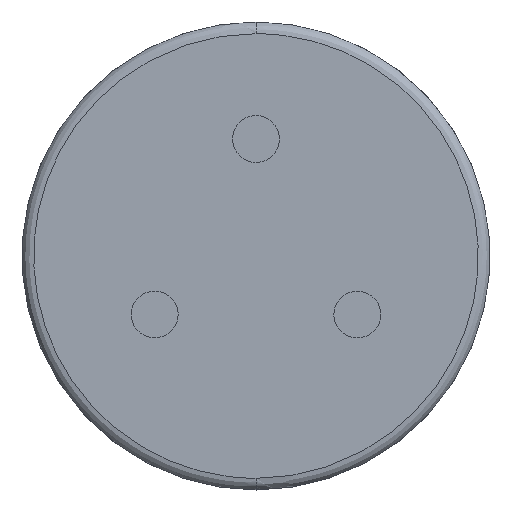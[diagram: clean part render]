
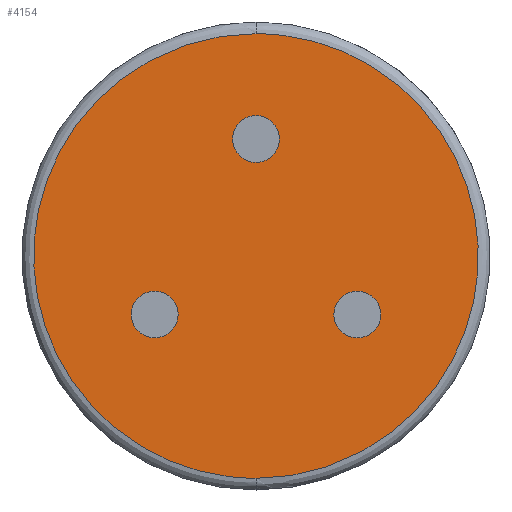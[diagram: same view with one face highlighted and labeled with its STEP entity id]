
A CAD part, front view. The second image highlights one B-rep face of the part: STEP entity #4154.
In plain terms, the highlighted free-form (B-spline) face has degree [1, 1] with [2, 2] control points.
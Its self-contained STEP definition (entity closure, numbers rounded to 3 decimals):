
#3504 = VERTEX_POINT('',#3505);
#3505 = CARTESIAN_POINT('',(-1.927,-6.674,
    -1.557));
#3510 = EDGE_CURVE('',#3504,#3511,#3513,.T.);
#3511 = VERTEX_POINT('',#3512);
#3512 = CARTESIAN_POINT('',(-1.927,-6.674,
    -0.667));
#3513 = ( BOUNDED_CURVE() B_SPLINE_CURVE(2,(#3514,#3515,#3516,#3517,
#3518),.UNSPECIFIED.,.F.,.F.) B_SPLINE_CURVE_WITH_KNOTS((3,2,3),(0.,
1.571,3.142),.PIECEWISE_BEZIER_KNOTS.) CURVE() 
GEOMETRIC_REPRESENTATION_ITEM() RATIONAL_B_SPLINE_CURVE((1.,
0.707,1.,0.707,1.)) REPRESENTATION_ITEM('') );
#3514 = CARTESIAN_POINT('',(-1.927,-6.674,
    -1.557));
#3515 = CARTESIAN_POINT('',(-1.482,-6.674,
    -1.557));
#3516 = CARTESIAN_POINT('',(-1.482,-6.674,
    -1.112));
#3517 = CARTESIAN_POINT('',(-1.482,-6.674,
    -0.667));
#3518 = CARTESIAN_POINT('',(-1.927,-6.674,
    -0.667));
#3552 = VERTEX_POINT('',#3553);
#3553 = CARTESIAN_POINT('',(1.927,-6.674,
    -1.557));
#3558 = EDGE_CURVE('',#3552,#3559,#3561,.T.);
#3559 = VERTEX_POINT('',#3560);
#3560 = CARTESIAN_POINT('',(1.927,-6.674,
    -0.667));
#3561 = ( BOUNDED_CURVE() B_SPLINE_CURVE(2,(#3562,#3563,#3564,#3565,
#3566),.UNSPECIFIED.,.F.,.F.) B_SPLINE_CURVE_WITH_KNOTS((3,2,3),(0.,
1.571,3.142),.PIECEWISE_BEZIER_KNOTS.) CURVE() 
GEOMETRIC_REPRESENTATION_ITEM() RATIONAL_B_SPLINE_CURVE((1.,
0.707,1.,0.707,1.)) REPRESENTATION_ITEM('') );
#3562 = CARTESIAN_POINT('',(1.927,-6.674,
    -1.557));
#3563 = CARTESIAN_POINT('',(2.371,-6.674,
    -1.557));
#3564 = CARTESIAN_POINT('',(2.371,-6.674,
    -1.112));
#3565 = CARTESIAN_POINT('',(2.371,-6.674,
    -0.667));
#3566 = CARTESIAN_POINT('',(1.927,-6.674,
    -0.667));
#3600 = VERTEX_POINT('',#3601);
#3601 = CARTESIAN_POINT('',(0.,-6.674,
    1.78));
#3606 = EDGE_CURVE('',#3600,#3607,#3609,.T.);
#3607 = VERTEX_POINT('',#3608);
#3608 = CARTESIAN_POINT('',(0.,-6.674,
    2.67));
#3609 = ( BOUNDED_CURVE() B_SPLINE_CURVE(2,(#3610,#3611,#3612,#3613,
#3614),.UNSPECIFIED.,.F.,.F.) B_SPLINE_CURVE_WITH_KNOTS((3,2,3),(0.,
1.571,3.142),.PIECEWISE_BEZIER_KNOTS.) CURVE() 
GEOMETRIC_REPRESENTATION_ITEM() RATIONAL_B_SPLINE_CURVE((1.,
0.707,1.,0.707,1.)) REPRESENTATION_ITEM('') );
#3610 = CARTESIAN_POINT('',(0.,-6.674,
    1.78));
#3611 = CARTESIAN_POINT('',(0.445,-6.674,
    1.78));
#3612 = CARTESIAN_POINT('',(0.445,-6.674,
    2.225));
#3613 = CARTESIAN_POINT('',(0.445,-6.674,
    2.67));
#3614 = CARTESIAN_POINT('',(0.,-6.674,
    2.67));
#3836 = VERTEX_POINT('',#3837);
#3837 = CARTESIAN_POINT('',(0.,-6.674,
    4.227));
#3843 = EDGE_CURVE('',#3844,#3836,#3846,.T.);
#3844 = VERTEX_POINT('',#3845);
#3845 = CARTESIAN_POINT('',(0.,-6.674,-4.227));
#3846 = ( BOUNDED_CURVE() B_SPLINE_CURVE(2,(#3847,#3848,#3849,#3850,
#3851),.UNSPECIFIED.,.F.,.F.) B_SPLINE_CURVE_WITH_KNOTS((3,2,3),(0.,
1.571,3.142),.PIECEWISE_BEZIER_KNOTS.) CURVE() 
GEOMETRIC_REPRESENTATION_ITEM() RATIONAL_B_SPLINE_CURVE((1.,
0.707,1.,0.707,1.)) REPRESENTATION_ITEM('') );
#3847 = CARTESIAN_POINT('',(0.,-6.674,-4.227));
#3848 = CARTESIAN_POINT('',(4.227,-6.674,
    -4.227));
#3849 = CARTESIAN_POINT('',(4.227,-6.674,
    0.));
#3850 = CARTESIAN_POINT('',(4.227,-6.674,
    4.227));
#3851 = CARTESIAN_POINT('',(0.,-6.674,
    4.227));
#4154 = ADVANCED_FACE('',(#4155,#4166,#4177,#4188),#4199,.T.);
#4155 = FACE_BOUND('',#4156,.T.);
#4156 = EDGE_LOOP('',(#4157,#4165));
#4157 = ORIENTED_EDGE('',*,*,#4158,.F.);
#4158 = EDGE_CURVE('',#3511,#3504,#4159,.T.);
#4159 = ( BOUNDED_CURVE() B_SPLINE_CURVE(2,(#4160,#4161,#4162,#4163,
#4164),.UNSPECIFIED.,.F.,.F.) B_SPLINE_CURVE_WITH_KNOTS((3,2,3),(
    3.142,4.712,6.283),
.PIECEWISE_BEZIER_KNOTS.) CURVE() GEOMETRIC_REPRESENTATION_ITEM() 
RATIONAL_B_SPLINE_CURVE((1.,0.707,1.,0.707,1.)) 
REPRESENTATION_ITEM('') );
#4160 = CARTESIAN_POINT('',(-1.927,-6.674,
    -0.667));
#4161 = CARTESIAN_POINT('',(-2.371,-6.674,
    -0.667));
#4162 = CARTESIAN_POINT('',(-2.371,-6.674,
    -1.112));
#4163 = CARTESIAN_POINT('',(-2.371,-6.674,
    -1.557));
#4164 = CARTESIAN_POINT('',(-1.927,-6.674,
    -1.557));
#4165 = ORIENTED_EDGE('',*,*,#3510,.F.);
#4166 = FACE_BOUND('',#4167,.T.);
#4167 = EDGE_LOOP('',(#4168,#4176));
#4168 = ORIENTED_EDGE('',*,*,#4169,.F.);
#4169 = EDGE_CURVE('',#3559,#3552,#4170,.T.);
#4170 = ( BOUNDED_CURVE() B_SPLINE_CURVE(2,(#4171,#4172,#4173,#4174,
#4175),.UNSPECIFIED.,.F.,.F.) B_SPLINE_CURVE_WITH_KNOTS((3,2,3),(
    3.142,4.712,6.283),
.PIECEWISE_BEZIER_KNOTS.) CURVE() GEOMETRIC_REPRESENTATION_ITEM() 
RATIONAL_B_SPLINE_CURVE((1.,0.707,1.,0.707,1.)) 
REPRESENTATION_ITEM('') );
#4171 = CARTESIAN_POINT('',(1.927,-6.674,
    -0.667));
#4172 = CARTESIAN_POINT('',(1.482,-6.674,
    -0.667));
#4173 = CARTESIAN_POINT('',(1.482,-6.674,
    -1.112));
#4174 = CARTESIAN_POINT('',(1.482,-6.674,
    -1.557));
#4175 = CARTESIAN_POINT('',(1.927,-6.674,
    -1.557));
#4176 = ORIENTED_EDGE('',*,*,#3558,.F.);
#4177 = FACE_BOUND('',#4178,.T.);
#4178 = EDGE_LOOP('',(#4179,#4187));
#4179 = ORIENTED_EDGE('',*,*,#4180,.F.);
#4180 = EDGE_CURVE('',#3607,#3600,#4181,.T.);
#4181 = ( BOUNDED_CURVE() B_SPLINE_CURVE(2,(#4182,#4183,#4184,#4185,
#4186),.UNSPECIFIED.,.F.,.F.) B_SPLINE_CURVE_WITH_KNOTS((3,2,3),(
    3.142,4.712,6.283),
.PIECEWISE_BEZIER_KNOTS.) CURVE() GEOMETRIC_REPRESENTATION_ITEM() 
RATIONAL_B_SPLINE_CURVE((1.,0.707,1.,0.707,1.)) 
REPRESENTATION_ITEM('') );
#4182 = CARTESIAN_POINT('',(0.,-6.674,
    2.67));
#4183 = CARTESIAN_POINT('',(-0.445,-6.674,
    2.67));
#4184 = CARTESIAN_POINT('',(-0.445,-6.674,
    2.225));
#4185 = CARTESIAN_POINT('',(-0.445,-6.674,
    1.78));
#4186 = CARTESIAN_POINT('',(0.,-6.674,
    1.78));
#4187 = ORIENTED_EDGE('',*,*,#3606,.F.);
#4188 = FACE_BOUND('',#4189,.T.);
#4189 = EDGE_LOOP('',(#4190,#4191));
#4190 = ORIENTED_EDGE('',*,*,#3843,.T.);
#4191 = ORIENTED_EDGE('',*,*,#4192,.T.);
#4192 = EDGE_CURVE('',#3836,#3844,#4193,.T.);
#4193 = ( BOUNDED_CURVE() B_SPLINE_CURVE(2,(#4194,#4195,#4196,#4197,
#4198),.UNSPECIFIED.,.F.,.F.) B_SPLINE_CURVE_WITH_KNOTS((3,2,3),(
    3.142,4.712,6.283),
.PIECEWISE_BEZIER_KNOTS.) CURVE() GEOMETRIC_REPRESENTATION_ITEM() 
RATIONAL_B_SPLINE_CURVE((1.,0.707,1.,0.707,1.)) 
REPRESENTATION_ITEM('') );
#4194 = CARTESIAN_POINT('',(0.,-6.674,
    4.227));
#4195 = CARTESIAN_POINT('',(-4.227,-6.674,
    4.227));
#4196 = CARTESIAN_POINT('',(-4.227,-6.674,
    0.));
#4197 = CARTESIAN_POINT('',(-4.227,-6.674,
    -4.227));
#4198 = CARTESIAN_POINT('',(0.,-6.674,
    -4.227));
#4199 = B_SPLINE_SURFACE_WITH_KNOTS('',1,1,(
    (#4200,#4201)
    ,(#4202,#4203
    )),.UNSPECIFIED.,.F.,.F.,.F.,(2,2),(2,2),(-2.85,2.85),(-2.85,2.85),
  .PIECEWISE_BEZIER_KNOTS.);
#4200 = CARTESIAN_POINT('',(4.227,-6.674,
    -4.227));
#4201 = CARTESIAN_POINT('',(-4.227,-6.674,
    -4.227));
#4202 = CARTESIAN_POINT('',(4.227,-6.674,
    4.227));
#4203 = CARTESIAN_POINT('',(-4.227,-6.674,
    4.227));
